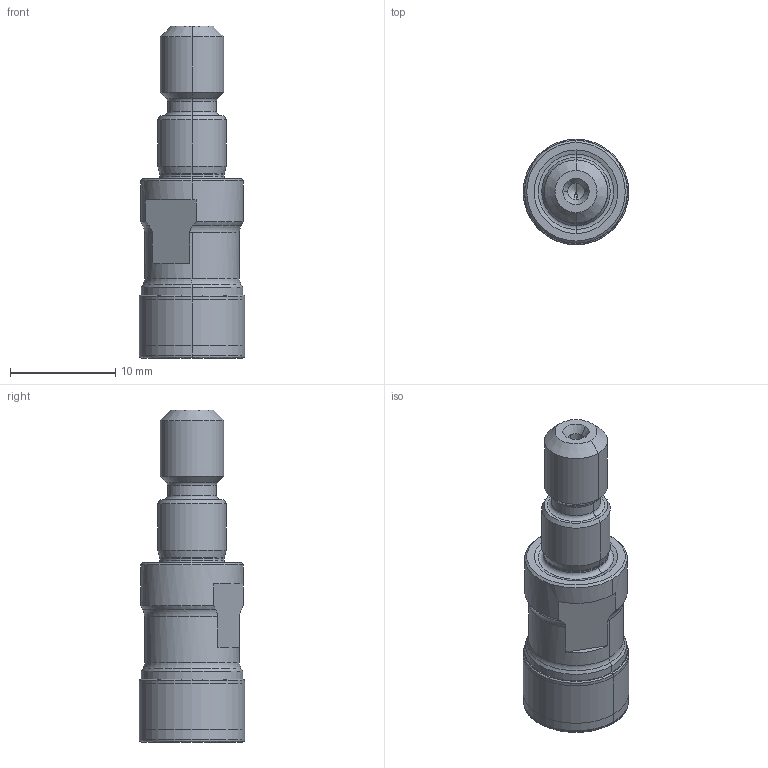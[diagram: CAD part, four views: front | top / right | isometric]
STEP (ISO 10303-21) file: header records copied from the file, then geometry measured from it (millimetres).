
FILE_DESCRIPTION((''),'2;1');
FILE_NAME('12J1D010017X4R00','2015-10-31T',('tewess'),(''),'PRO/ENGINEER BY PARAMETRIC TECHNOLOGY CORPORATION, 2011490','PRO/ENGINEER BY PARAMETRIC TECHNOLOGY CORPORATION, 2011490','');
FILE_SCHEMA(('AUTOMOTIVE_DESIGN { 1 2 10303 214 0 1 1 1 }'));
Length unit declared in the file: millimetre
Products named in the file (3): NOCUT; CUT; 12J1D010017X4R00
Assembly tree (2 placements, depth 2):
  12J1D010017X4R00
    NOCUT
    CUT
Bounding box: 10 x 10 x 31.5 mm (x, y, z)
Volume: 1925.8 mm3; surface area: 1377.4 mm2
Topology: 2 solids, 2 shells, 111 faces, 239 edges, 135 vertices
Faces by surface type: revolution 46, cone 22, cylinder 16, torus 16, plane 11
Entity records: 6677 total; most frequent: CARTESIAN_POINT 3387, DIRECTION 513, ORIENTED_EDGE 468, PRESENTATION_STYLE_ASSIGNMENT 243, STYLED_ITEM 243, CURVE_STYLE 241, EDGE_CURVE 234, AXIS2_PLACEMENT_3D 208
